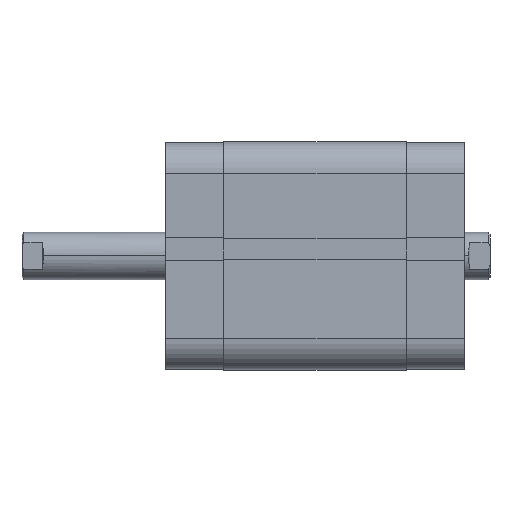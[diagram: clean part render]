
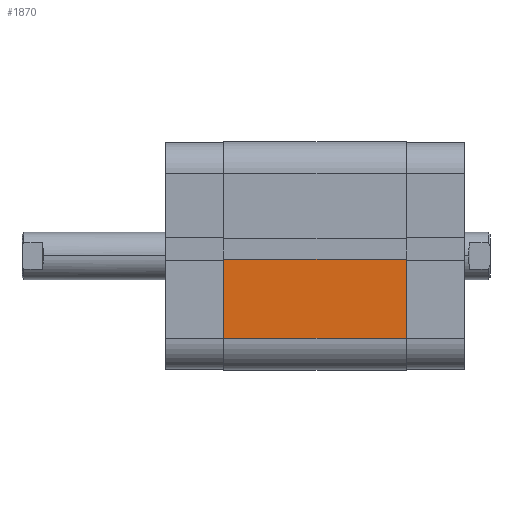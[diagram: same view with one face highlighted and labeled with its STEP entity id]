
A CAD part, top view. The second image highlights one B-rep face of the part: STEP entity #1870.
In plain terms, the highlighted face is planar.
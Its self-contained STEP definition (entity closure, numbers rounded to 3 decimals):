
#49 = EDGE_CURVE ( 'NONE', #1711, #1429, #3198, .T. ) ;
#50 = EDGE_CURVE ( 'NONE', #1708, #1711, #3200, .T. ) ;
#53 = EDGE_CURVE ( 'NONE', #1404, #1429, #3206, .T. ) ;
#57 = EDGE_CURVE ( 'NONE', #1708, #1404, #3210, .T. ) ;
#422 = AXIS2_PLACEMENT_3D ( 'NONE', #5406, #5412, #5413 ) ;
#1134 = DIRECTION ( 'NONE',  ( 0., -1., 0. ) ) ;
#1293 = DIRECTION ( 'NONE',  ( 0., 0., -1. ) ) ;
#1294 = CARTESIAN_POINT ( 'NONE',  ( 29., 21., 46.5 ) ) ;
#1295 = DIRECTION ( 'NONE',  ( 0., -1., 0. ) ) ;
#1296 = CARTESIAN_POINT ( 'NONE',  ( 29., -63.941, 0. ) ) ;
#1404 = VERTEX_POINT ( 'NONE', #4612 ) ;
#1429 = VERTEX_POINT ( 'NONE', #4654 ) ;
#1708 = VERTEX_POINT ( 'NONE', #4929 ) ;
#1711 = VERTEX_POINT ( 'NONE', #4931 ) ;
#1718 = CARTESIAN_POINT ( 'NONE',  ( 29., -63.941, 46.5 ) ) ;
#1726 = CARTESIAN_POINT ( 'NONE',  ( 29., 0.85, 46.5 ) ) ;
#1745 = DIRECTION ( 'NONE',  ( 0., 0., -1. ) ) ;
#1870 = ADVANCED_FACE ( 'NONE', ( #3685 ), #5403, .T. ) ;
#2400 = EDGE_LOOP ( 'NONE', ( #7135, #7159, #7133, #7153 ) ) ;
#3198 = LINE ( 'NONE', #1296, #3199 ) ;
#3199 = VECTOR ( 'NONE', #1295, 1000. ) ;
#3200 = LINE ( 'NONE', #1294, #3201 ) ;
#3201 = VECTOR ( 'NONE', #1293, 1000. ) ;
#3206 = LINE ( 'NONE', #1726, #3207 ) ;
#3207 = VECTOR ( 'NONE', #1745, 1000. ) ;
#3210 = LINE ( 'NONE', #1718, #3214 ) ;
#3214 = VECTOR ( 'NONE', #1134, 1000. ) ;
#3685 = FACE_OUTER_BOUND ( 'NONE', #2400, .T. ) ;
#4612 = CARTESIAN_POINT ( 'NONE',  ( 29., 0.85, 46.5 ) ) ;
#4654 = CARTESIAN_POINT ( 'NONE',  ( 29., 0.85, 0. ) ) ;
#4929 = CARTESIAN_POINT ( 'NONE',  ( 29., 21., 46.5 ) ) ;
#4931 = CARTESIAN_POINT ( 'NONE',  ( 29., 21., 0. ) ) ;
#5403 = PLANE ( 'NONE',  #422 ) ;
#5406 = CARTESIAN_POINT ( 'NONE',  ( 29., -63.941, 46.5 ) ) ;
#5412 = DIRECTION ( 'NONE',  ( 1., 0., 0. ) ) ;
#5413 = DIRECTION ( 'NONE',  ( 0., 1., 0. ) ) ;
#7133 = ORIENTED_EDGE ( 'NONE', *, *, #57, .T. ) ;
#7135 = ORIENTED_EDGE ( 'NONE', *, *, #49, .F. ) ;
#7153 = ORIENTED_EDGE ( 'NONE', *, *, #53, .T. ) ;
#7159 = ORIENTED_EDGE ( 'NONE', *, *, #50, .F. ) ;
